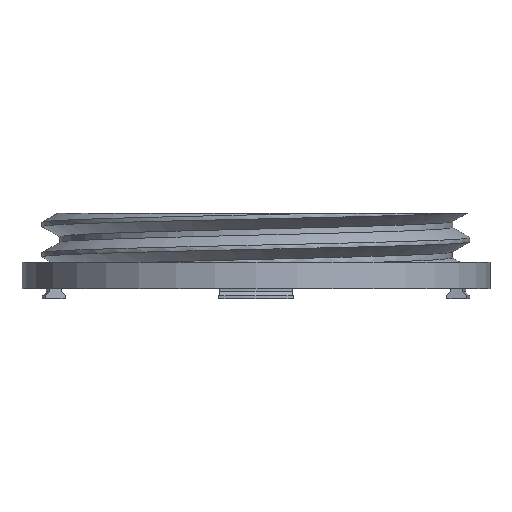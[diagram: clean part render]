
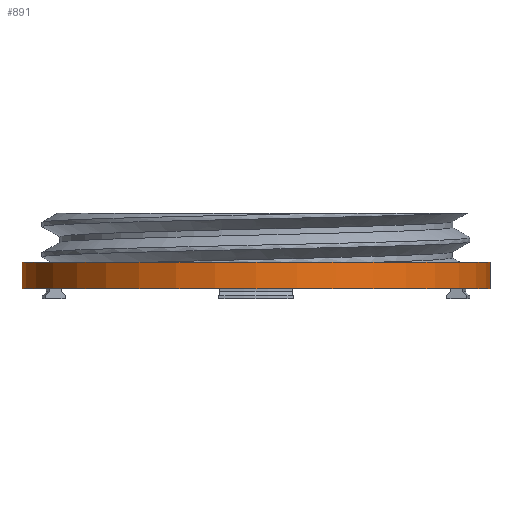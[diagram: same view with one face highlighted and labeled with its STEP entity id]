
A CAD part, front view. The second image highlights one B-rep face of the part: STEP entity #891.
In plain terms, the highlighted cylindrical face has radius 46.25 mm (diameter 92.5 mm), a full revolution.
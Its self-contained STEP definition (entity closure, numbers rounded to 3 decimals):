
#101=FACE_OUTER_BOUND('',#158,.T.);
#158=EDGE_LOOP('',(#810,#811,#812,#813));
#201=CIRCLE('',#994,46.25);
#202=CIRCLE('',#996,46.25);
#286=LINE('',#2561,#356);
#356=VECTOR('',#1250,46.25);
#439=VERTEX_POINT('',#2556);
#440=VERTEX_POINT('',#2559);
#564=EDGE_CURVE('',#439,#439,#201,.T.);
#565=EDGE_CURVE('',#440,#440,#202,.T.);
#566=EDGE_CURVE('',#440,#439,#286,.T.);
#810=ORIENTED_EDGE('',*,*,#565,.F.);
#811=ORIENTED_EDGE('',*,*,#566,.T.);
#812=ORIENTED_EDGE('',*,*,#564,.T.);
#813=ORIENTED_EDGE('',*,*,#566,.F.);
#842=CYLINDRICAL_SURFACE('',#995,46.25);
#891=ADVANCED_FACE('',(#101),#842,.T.);
#994=AXIS2_PLACEMENT_3D('',#2557,#1244,#1245);
#995=AXIS2_PLACEMENT_3D('',#2558,#1246,#1247);
#996=AXIS2_PLACEMENT_3D('',#2560,#1248,#1249);
#1244=DIRECTION('center_axis',(0.,0.,1.));
#1245=DIRECTION('ref_axis',(1.,0.,0.));
#1246=DIRECTION('center_axis',(0.,0.,1.));
#1247=DIRECTION('ref_axis',(1.,0.,0.));
#1248=DIRECTION('center_axis',(0.,0.,1.));
#1249=DIRECTION('ref_axis',(1.,0.,0.));
#1250=DIRECTION('',(0.,0.,-1.));
#2556=CARTESIAN_POINT('',(-46.25,0.,0.));
#2557=CARTESIAN_POINT('Origin',(0.,0.,0.));
#2558=CARTESIAN_POINT('Origin',(0.,0.,0.));
#2559=CARTESIAN_POINT('',(-46.25,0.,5.2));
#2560=CARTESIAN_POINT('Origin',(0.,0.,5.2));
#2561=CARTESIAN_POINT('',(-46.25,0.,0.));
